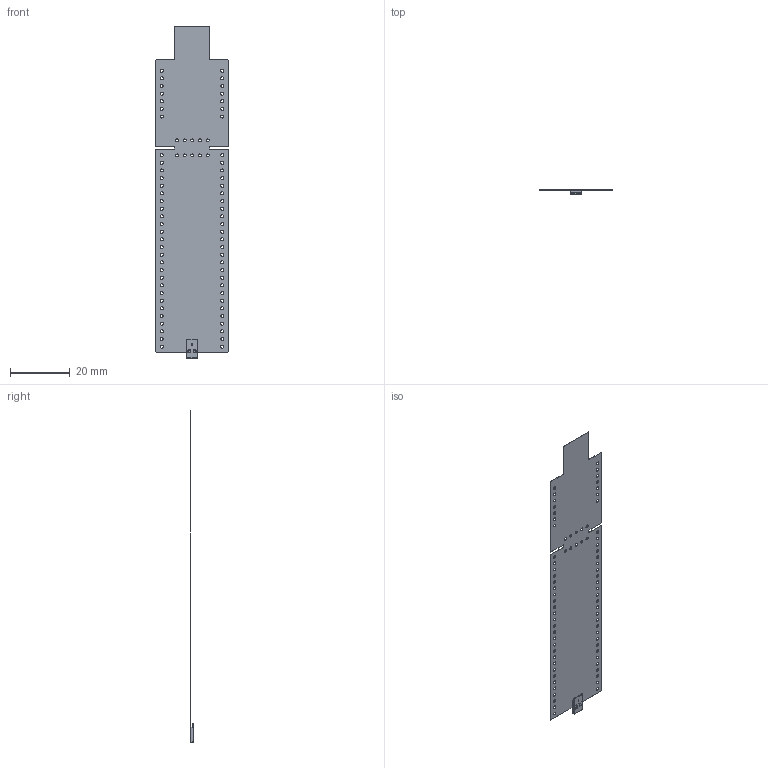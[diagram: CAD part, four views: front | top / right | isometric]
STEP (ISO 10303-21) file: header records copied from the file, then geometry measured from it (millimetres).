
FILE_DESCRIPTION(/* description */ (''),/* implementation_level */ '2;1');
FILE_NAME(/* name */ 'CS_ProtoKit_CY8CKIT-059.iam.stp',/* time_stamp */ '2016-01-07T16:48:49-08:00',/* author */ ('PhillipD'),/* organization */ (''),/* preprocessor_version */ 'ST-DEVELOPER v16.1',/* originating_system */ 'Autodesk Inventor 2016',/* authorisation */ '');
FILE_SCHEMA (('AUTOMOTIVE_DESIGN { 1 0 10303 214 3 1 1 }'));
Length unit declared in the file: millimetre
Products named in the file (3): fr16-030_ProtoKit; fc16-030_USB_PCB; CS_ProtoKit_CY8CKIT-059
Assembly tree (2 placements, depth 2):
  CS_ProtoKit_CY8CKIT-059
    fr16-030_ProtoKit
    fc16-030_USB_PCB
Bounding box: 24.13 x 1.22 x 110.89 mm (x, y, z)
Volume: 207.9 mm3; surface area: 5054 mm2
Topology: 7 solids, 7 shells, 611 faces, 1470 edges, 876 vertices
Faces by surface type: cylinder 319, plane 142, torus 134, bspline 8, cone 8
Full cylindrical faces by diameter (mm): 1 x76
Entity records: 18113 total; most frequent: DIRECTION 3392, CARTESIAN_POINT 2950, ORIENTED_EDGE 2788, EDGE_CURVE 1394, AXIS2_PLACEMENT_3D 1390, VERTEX_POINT 876, EDGE_LOOP 850, CIRCLE 766
